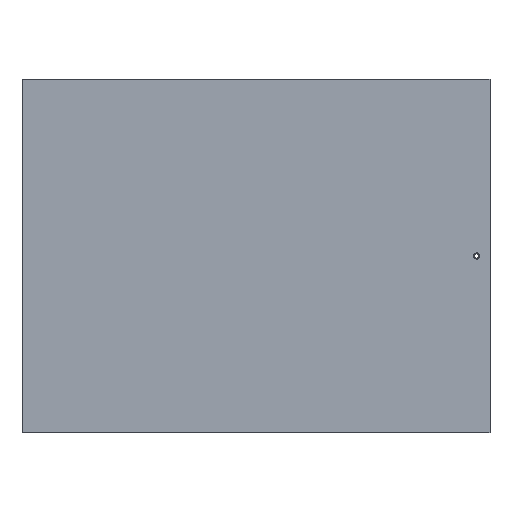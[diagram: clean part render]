
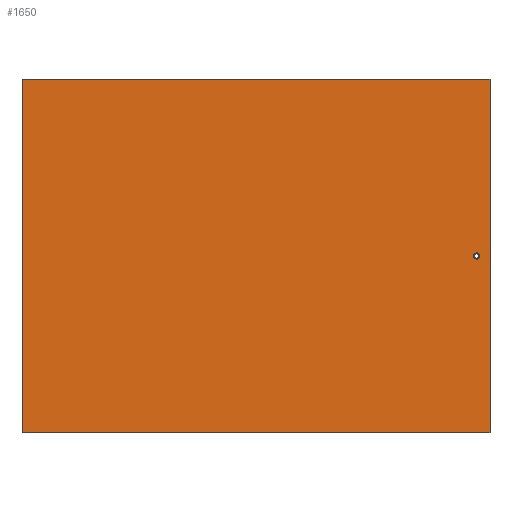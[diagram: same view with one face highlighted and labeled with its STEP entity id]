
A CAD part, front view. The second image highlights one B-rep face of the part: STEP entity #1650.
In plain terms, the highlighted planar face has unit normal (0, -1, 0).
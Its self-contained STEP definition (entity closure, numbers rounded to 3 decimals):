
#151 = AXIS2_PLACEMENT_3D ( 'NONE', #1977, #1975, #1974 ) ;
#156 = AXIS2_PLACEMENT_3D ( 'NONE', #1994, #1992, #1991 ) ;
#237 = EDGE_LOOP ( 'NONE', ( #1015 ) ) ;
#239 = EDGE_LOOP ( 'NONE', ( #1014, #1013, #1012, #1011 ) ) ;
#320 = VERTEX_POINT ( 'NONE', #463 ) ;
#352 = VERTEX_POINT ( 'NONE', #467 ) ;
#369 = VERTEX_POINT ( 'NONE', #549 ) ;
#414 = VERTEX_POINT ( 'NONE', #524 ) ;
#463 = CARTESIAN_POINT ( 'NONE',  ( 529., 0., -399. ) ) ;
#467 = CARTESIAN_POINT ( 'NONE',  ( 0., 0., 1. ) ) ;
#524 = CARTESIAN_POINT ( 'NONE',  ( 0., 0., -399. ) ) ;
#549 = CARTESIAN_POINT ( 'NONE',  ( 529., 0., 1. ) ) ;
#775 = DIRECTION ( 'NONE',  ( 1., 0., 0. ) ) ;
#776 = DIRECTION ( 'NONE',  ( 0., 0., -1. ) ) ;
#780 = CARTESIAN_POINT ( 'NONE',  ( 0., 0., 1. ) ) ;
#783 = DIRECTION ( 'NONE',  ( 1., 0., 0. ) ) ;
#1011 = ORIENTED_EDGE ( 'NONE', *, *, #1659, .F. ) ;
#1012 = ORIENTED_EDGE ( 'NONE', *, *, #1658, .F. ) ;
#1013 = ORIENTED_EDGE ( 'NONE', *, *, #1657, .T. ) ;
#1014 = ORIENTED_EDGE ( 'NONE', *, *, #1518, .T. ) ;
#1015 = ORIENTED_EDGE ( 'NONE', *, *, #1656, .F. ) ;
#1170 = LINE ( 'NONE', #1851, #1173 ) ;
#1173 = VECTOR ( 'NONE', #1850, 1000. ) ;
#1305 = FACE_BOUND ( 'NONE', #237, .T. ) ;
#1312 = LINE ( 'NONE', #1983, #1327 ) ;
#1314 = FACE_OUTER_BOUND ( 'NONE', #239, .T. ) ;
#1322 = LINE ( 'NONE', #780, #1330 ) ;
#1324 = CIRCLE ( 'NONE', #151, 3.5 ) ;
#1325 = LINE ( 'NONE', #1982, #1326 ) ;
#1326 = VECTOR ( 'NONE', #776, 1000. ) ;
#1327 = VECTOR ( 'NONE', #783, 1000. ) ;
#1330 = VECTOR ( 'NONE', #775, 1000. ) ;
#1446 = VERTEX_POINT ( 'NONE', #1549 ) ;
#1518 = EDGE_CURVE ( 'NONE', #352, #414, #1170, .T. ) ;
#1549 = CARTESIAN_POINT ( 'NONE',  ( 514., 0., -202.5 ) ) ;
#1650 = ADVANCED_FACE ( 'NONE', ( #1305, #1314 ), #1995, .F. ) ;
#1656 = EDGE_CURVE ( 'NONE', #1446, #1446, #1324, .T. ) ;
#1657 = EDGE_CURVE ( 'NONE', #414, #320, #1312, .T. ) ;
#1658 = EDGE_CURVE ( 'NONE', #369, #320, #1325, .T. ) ;
#1659 = EDGE_CURVE ( 'NONE', #352, #369, #1322, .T. ) ;
#1850 = DIRECTION ( 'NONE',  ( 0., 0., -1. ) ) ;
#1851 = CARTESIAN_POINT ( 'NONE',  ( 0., 0., 1. ) ) ;
#1974 = DIRECTION ( 'NONE',  ( 0., 0., -1. ) ) ;
#1975 = DIRECTION ( 'NONE',  ( 0., -1., 0. ) ) ;
#1977 = CARTESIAN_POINT ( 'NONE',  ( 514., 0., -199. ) ) ;
#1982 = CARTESIAN_POINT ( 'NONE',  ( 529., 0., 1. ) ) ;
#1983 = CARTESIAN_POINT ( 'NONE',  ( 0., 0., -399. ) ) ;
#1991 = DIRECTION ( 'NONE',  ( 0., 0., 1. ) ) ;
#1992 = DIRECTION ( 'NONE',  ( 0., 1., 0. ) ) ;
#1994 = CARTESIAN_POINT ( 'NONE',  ( 0., 0., 1. ) ) ;
#1995 = PLANE ( 'NONE',  #156 ) ;
